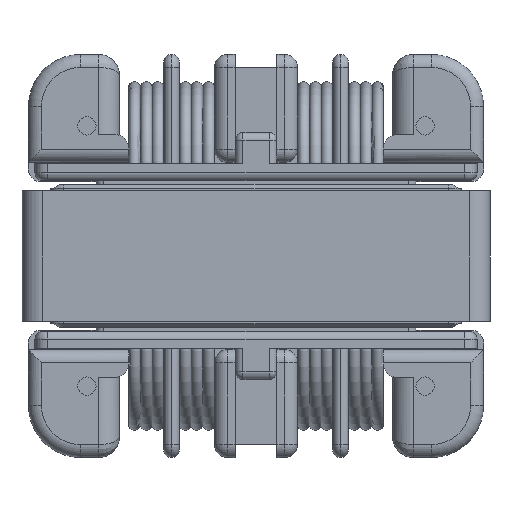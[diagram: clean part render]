
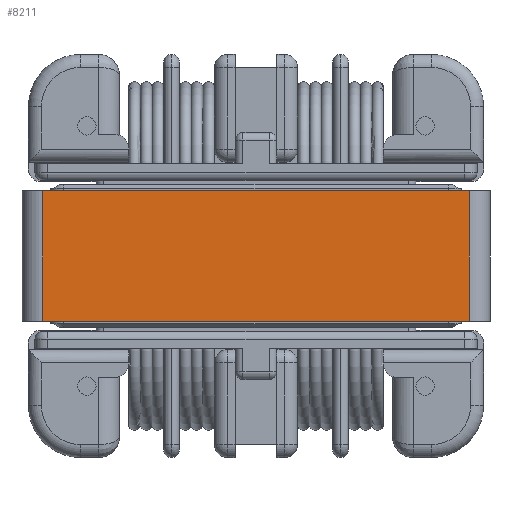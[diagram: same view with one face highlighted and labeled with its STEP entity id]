
A CAD part, front view. The second image highlights one B-rep face of the part: STEP entity #8211.
In plain terms, the highlighted planar face has unit normal (0, -1, 0).
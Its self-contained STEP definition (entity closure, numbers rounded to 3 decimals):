
#2382 = AXIS2_PLACEMENT_3D ( 'NONE', #14813, #5726, #21880 ) ;
#4142 = CARTESIAN_POINT ( 'NONE',  ( -8.198, -8.45, -2.5 ) ) ;
#4407 = DIRECTION ( 'NONE',  ( 1., 0., 0. ) ) ;
#5405 = EDGE_CURVE ( 'NONE', #11240, #19674, #32233, .T. ) ;
#5682 = VECTOR ( 'NONE', #23460, 1000. ) ;
#5726 = DIRECTION ( 'NONE',  ( 0., -1., 0. ) ) ;
#7421 = VECTOR ( 'NONE', #11199, 1000. ) ;
#7806 = CARTESIAN_POINT ( 'NONE',  ( -8.07, -8.45, 2.5 ) ) ;
#8211 = ADVANCED_FACE ( 'NONE', ( #29588 ), #21748, .T. ) ;
#9098 = ORIENTED_EDGE ( 'NONE', *, *, #5405, .T. ) ;
#10173 = VERTEX_POINT ( 'NONE', #20086 ) ;
#11199 = DIRECTION ( 'NONE',  ( 1., 0., 0. ) ) ;
#11240 = VERTEX_POINT ( 'NONE', #16241 ) ;
#11726 = EDGE_CURVE ( 'NONE', #18454, #19674, #19140, .T. ) ;
#12479 = ORIENTED_EDGE ( 'NONE', *, *, #33803, .T. ) ;
#14813 = CARTESIAN_POINT ( 'NONE',  ( -8.07, -8.45, -2.5 ) ) ;
#16241 = CARTESIAN_POINT ( 'NONE',  ( 8.198, -8.45, -2.5 ) ) ;
#17052 = CARTESIAN_POINT ( 'NONE',  ( -8.07, -8.45, -2.5 ) ) ;
#18454 = VERTEX_POINT ( 'NONE', #29387 ) ;
#19007 = LINE ( 'NONE', #17052, #21542 ) ;
#19140 = LINE ( 'NONE', #7806, #7421 ) ;
#19674 = VERTEX_POINT ( 'NONE', #21754 ) ;
#20086 = CARTESIAN_POINT ( 'NONE',  ( -8.198, -8.45, -2.5 ) ) ;
#21526 = VECTOR ( 'NONE', #23173, 1000. ) ;
#21542 = VECTOR ( 'NONE', #4407, 1000. ) ;
#21748 = PLANE ( 'NONE',  #2382 ) ;
#21754 = CARTESIAN_POINT ( 'NONE',  ( 8.198, -8.45, 2.5 ) ) ;
#21880 = DIRECTION ( 'NONE',  ( -1., 0., 0. ) ) ;
#21913 = LINE ( 'NONE', #4142, #5682 ) ;
#22314 = EDGE_CURVE ( 'NONE', #10173, #11240, #19007, .T. ) ;
#23173 = DIRECTION ( 'NONE',  ( 0., 0., 1. ) ) ;
#23460 = DIRECTION ( 'NONE',  ( 0., 0., -1. ) ) ;
#24901 = ORIENTED_EDGE ( 'NONE', *, *, #22314, .T. ) ;
#29387 = CARTESIAN_POINT ( 'NONE',  ( -8.198, -8.45, 2.5 ) ) ;
#29588 = FACE_OUTER_BOUND ( 'NONE', #41246, .T. ) ;
#32233 = LINE ( 'NONE', #36135, #21526 ) ;
#33803 = EDGE_CURVE ( 'NONE', #18454, #10173, #21913, .T. ) ;
#36135 = CARTESIAN_POINT ( 'NONE',  ( 8.198, -8.45, -2.5 ) ) ;
#36289 = ORIENTED_EDGE ( 'NONE', *, *, #11726, .F. ) ;
#41246 = EDGE_LOOP ( 'NONE', ( #24901, #9098, #36289, #12479 ) ) ;
